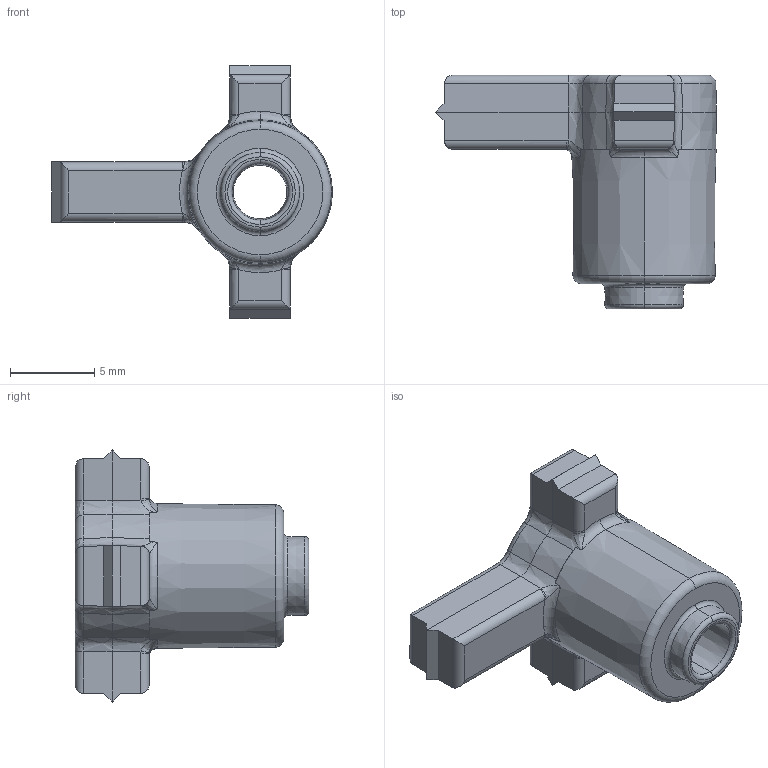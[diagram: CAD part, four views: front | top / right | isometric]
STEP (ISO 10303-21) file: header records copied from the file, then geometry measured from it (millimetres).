
FILE_DESCRIPTION (( 'STEP AP203' ), '1' );
FILE_NAME ('1264-B2P-B .STEP', '2013-08-15T16:47:29', ( '' ), ( '' ), 'SwSTEP 2.0', 'SolidWorks 2013', '' );
FILE_SCHEMA (( 'CONFIG_CONTROL_DESIGN' ));
Length unit declared in the file: millimetre
Products named in the file (1): 1264-B2P-B 
Bounding box: 16.7 x 13.9 x 15 mm (x, y, z)
Volume: 782.3 mm3; surface area: 803.4 mm2
Topology: 1 solids, 1 shells, 136 faces, 319 edges, 181 vertices
Faces by surface type: plane 40, cylinder 31, bspline 30, torus 15, cone 14, sphere 6
Entity records: 4556 total; most frequent: CARTESIAN_POINT 1702, ORIENTED_EDGE 626, DIRECTION 520, EDGE_CURVE 313, AXIS2_PLACEMENT_3D 203, VERTEX_POINT 181, EDGE_LOOP 140, FACE_OUTER_BOUND 136
